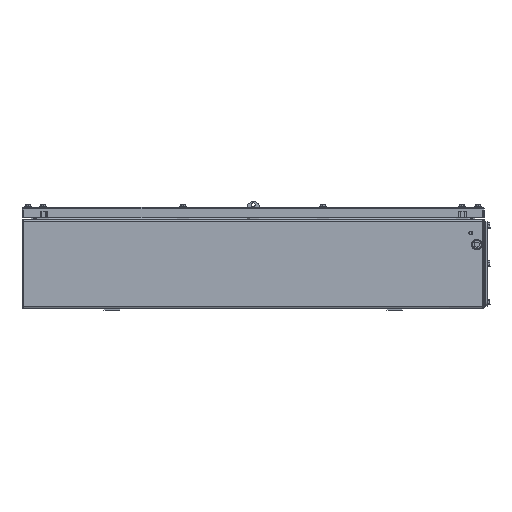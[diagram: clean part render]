
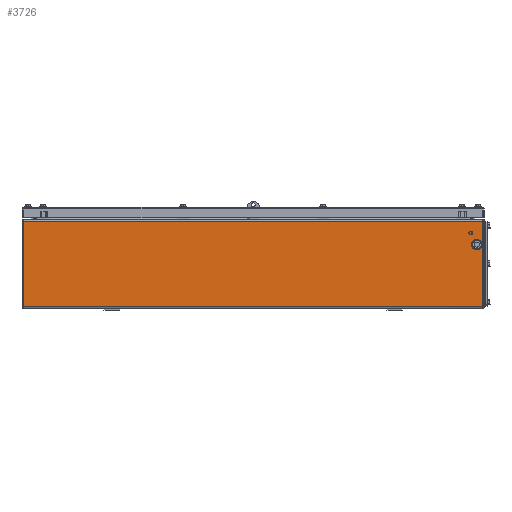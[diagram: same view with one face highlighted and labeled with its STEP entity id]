
A CAD part, left-side view. The second image highlights one B-rep face of the part: STEP entity #3726.
In plain terms, the highlighted planar face has unit normal (-1, 0, 0).
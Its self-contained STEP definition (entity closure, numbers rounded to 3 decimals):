
#3641=AXIS2_PLACEMENT_3D('Plane Axis2P3D',#3638,#3639,#3640) ;
#3086=CARTESIAN_POINT('Vertex',(25.5,14.,176.5)) ;
#3089=CARTESIAN_POINT('Line Origine',(25.5,14.,180.5)) ;
#3093=CARTESIAN_POINT('Vertex',(25.5,14.,7.5)) ;
#3638=CARTESIAN_POINT('Axis2P3D Location',(25.5,925.,180.5)) ;
#3643=CARTESIAN_POINT('Line Origine',(25.5,922.,92.)) ;
#3647=CARTESIAN_POINT('Vertex',(25.5,922.,176.5)) ;
#3649=CARTESIAN_POINT('Vertex',(25.5,922.,7.5)) ;
#3652=CARTESIAN_POINT('Line Origine',(25.5,468.,7.5)) ;
#3657=CARTESIAN_POINT('Line Origine',(25.5,468.,176.5)) ;
#3668=CARTESIAN_POINT('Line Origine',(25.5,31.15,130.)) ;
#3672=CARTESIAN_POINT('Vertex',(25.5,31.15,134.96)) ;
#3674=CARTESIAN_POINT('Vertex',(25.5,31.15,125.04)) ;
#3678=CARTESIAN_POINT('Control Point',(25.5,20.85,134.96)) ;
#3679=CARTESIAN_POINT('Control Point',(25.5,21.304,135.432)) ;
#3680=CARTESIAN_POINT('Control Point',(25.5,21.813,135.851)) ;
#3681=CARTESIAN_POINT('Control Point',(25.5,22.367,136.211)) ;
#3682=CARTESIAN_POINT('Control Point',(25.5,23.549,136.796)) ;
#3683=CARTESIAN_POINT('Control Point',(25.5,24.832,137.1)) ;
#3684=CARTESIAN_POINT('Control Point',(25.5,25.488,137.177)) ;
#3685=CARTESIAN_POINT('Control Point',(25.5,26.806,137.18)) ;
#3686=CARTESIAN_POINT('Control Point',(25.5,28.091,136.885)) ;
#3687=CARTESIAN_POINT('Control Point',(25.5,28.714,136.664)) ;
#3688=CARTESIAN_POINT('Control Point',(25.5,29.609,136.225)) ;
#3689=CARTESIAN_POINT('Control Point',(25.5,30.411,135.642)) ;
#3690=CARTESIAN_POINT('Control Point',(25.5,30.671,135.429)) ;
#3691=CARTESIAN_POINT('Control Point',(25.5,30.918,135.201)) ;
#3692=CARTESIAN_POINT('Control Point',(25.5,31.15,134.96)) ;
#3693=CARTESIAN_POINT('Vertex',(25.5,20.85,134.96)) ;
#3696=CARTESIAN_POINT('Line Origine',(25.5,20.85,130.)) ;
#3700=CARTESIAN_POINT('Vertex',(25.5,20.85,125.04)) ;
#3704=CARTESIAN_POINT('Control Point',(25.5,31.15,125.04)) ;
#3705=CARTESIAN_POINT('Control Point',(25.5,30.696,124.568)) ;
#3706=CARTESIAN_POINT('Control Point',(25.5,30.187,124.149)) ;
#3707=CARTESIAN_POINT('Control Point',(25.5,29.633,123.789)) ;
#3708=CARTESIAN_POINT('Control Point',(25.5,28.451,123.204)) ;
#3709=CARTESIAN_POINT('Control Point',(25.5,27.168,122.9)) ;
#3710=CARTESIAN_POINT('Control Point',(25.5,26.512,122.823)) ;
#3711=CARTESIAN_POINT('Control Point',(25.5,25.194,122.82)) ;
#3712=CARTESIAN_POINT('Control Point',(25.5,23.909,123.115)) ;
#3713=CARTESIAN_POINT('Control Point',(25.5,23.286,123.336)) ;
#3714=CARTESIAN_POINT('Control Point',(25.5,22.391,123.775)) ;
#3715=CARTESIAN_POINT('Control Point',(25.5,21.589,124.358)) ;
#3716=CARTESIAN_POINT('Control Point',(25.5,21.329,124.571)) ;
#3717=CARTESIAN_POINT('Control Point',(25.5,21.082,124.799)) ;
#3718=CARTESIAN_POINT('Control Point',(25.5,20.85,125.04)) ;
#3090=DIRECTION('Vector Direction',(0.,0.,-1.)) ;
#3639=DIRECTION('Axis2P3D Direction',(1.,0.,0.)) ;
#3640=DIRECTION('Axis2P3D XDirection',(0.,1.,0.)) ;
#3644=DIRECTION('Vector Direction',(0.,0.,-1.)) ;
#3653=DIRECTION('Vector Direction',(0.,-1.,0.)) ;
#3658=DIRECTION('Vector Direction',(0.,1.,0.)) ;
#3669=DIRECTION('Vector Direction',(0.,0.,-1.)) ;
#3697=DIRECTION('Vector Direction',(0.,0.,1.)) ;
#3091=VECTOR('Line Direction',#3090,1.) ;
#3645=VECTOR('Line Direction',#3644,1.) ;
#3654=VECTOR('Line Direction',#3653,1.) ;
#3659=VECTOR('Line Direction',#3658,1.) ;
#3670=VECTOR('Line Direction',#3669,1.) ;
#3698=VECTOR('Line Direction',#3697,1.) ;
#3663=ORIENTED_EDGE('',*,*,#3651,.T.) ;
#3664=ORIENTED_EDGE('',*,*,#3656,.T.) ;
#3665=ORIENTED_EDGE('',*,*,#3095,.T.) ;
#3666=ORIENTED_EDGE('',*,*,#3661,.T.) ;
#3721=ORIENTED_EDGE('',*,*,#3676,.F.) ;
#3722=ORIENTED_EDGE('',*,*,#3695,.F.) ;
#3723=ORIENTED_EDGE('',*,*,#3702,.F.) ;
#3724=ORIENTED_EDGE('',*,*,#3719,.F.) ;
#3725=FACE_BOUND('',#3720,.T.) ;
#3726=ADVANCED_FACE('40797_ASM_GH_KTB_MH_XXXxXXXxXXX_YGP_S3D-1/GH-1-solid1',(#3667,#3725),#3642,.F.) ;
#3677=B_SPLINE_CURVE_WITH_KNOTS('',5,(#3678,#3679,#3680,#3681,#3682,#3683,#3684,#3685,#3686,#3687,#3688,#3689,#3690,#3691,#3692),.UNSPECIFIED.,.F.,.U.,(6,3,3,3,6),(0.,4.631,9.263,13.894,16.264),.UNSPECIFIED.) ;
#3703=B_SPLINE_CURVE_WITH_KNOTS('',5,(#3704,#3705,#3706,#3707,#3708,#3709,#3710,#3711,#3712,#3713,#3714,#3715,#3716,#3717,#3718),.UNSPECIFIED.,.F.,.U.,(6,3,3,3,6),(0.,4.631,9.263,13.894,16.264),.UNSPECIFIED.) ;
#3095=EDGE_CURVE('',#3094,#3087,#3092,.F.) ;
#3651=EDGE_CURVE('',#3648,#3650,#3646,.T.) ;
#3656=EDGE_CURVE('',#3650,#3094,#3655,.T.) ;
#3661=EDGE_CURVE('',#3087,#3648,#3660,.T.) ;
#3676=EDGE_CURVE('',#3673,#3675,#3671,.T.) ;
#3695=EDGE_CURVE('',#3694,#3673,#3677,.T.) ;
#3702=EDGE_CURVE('',#3701,#3694,#3699,.T.) ;
#3719=EDGE_CURVE('',#3675,#3701,#3703,.T.) ;
#3662=EDGE_LOOP('',(#3663,#3664,#3665,#3666)) ;
#3720=EDGE_LOOP('',(#3721,#3722,#3723,#3724)) ;
#3667=FACE_OUTER_BOUND('',#3662,.T.) ;
#3092=LINE('Line',#3089,#3091) ;
#3646=LINE('Line',#3643,#3645) ;
#3655=LINE('Line',#3652,#3654) ;
#3660=LINE('Line',#3657,#3659) ;
#3671=LINE('Line',#3668,#3670) ;
#3699=LINE('Line',#3696,#3698) ;
#3642=PLANE('',#3641) ;
#3087=VERTEX_POINT('',#3086) ;
#3094=VERTEX_POINT('',#3093) ;
#3648=VERTEX_POINT('',#3647) ;
#3650=VERTEX_POINT('',#3649) ;
#3673=VERTEX_POINT('',#3672) ;
#3675=VERTEX_POINT('',#3674) ;
#3694=VERTEX_POINT('',#3693) ;
#3701=VERTEX_POINT('',#3700) ;
